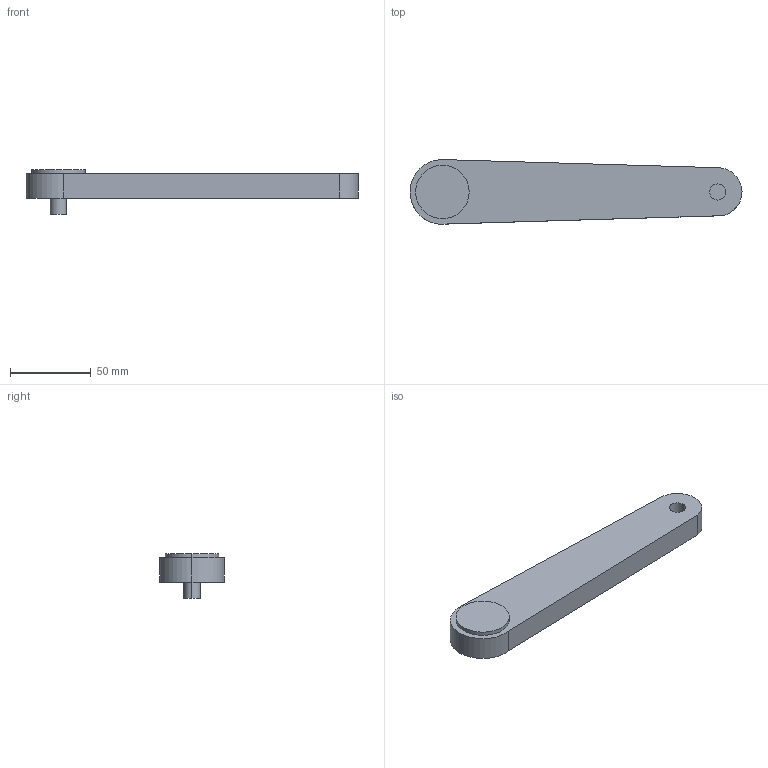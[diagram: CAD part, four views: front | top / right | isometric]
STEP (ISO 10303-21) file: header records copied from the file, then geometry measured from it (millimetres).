
FILE_DESCRIPTION (( 'STEP AP203' ), '1' );
FILE_NAME ('Part2_Default_sldprt.STEP', '2023-12-13T05:15:18', ( 'DELL' ), ( '' ), 'SwSTEP 2.0', 'SolidWorks 2023', '' );
FILE_SCHEMA (( 'CONFIG_CONTROL_DESIGN' ));
Length unit declared in the file: metre
Products named in the file (1): Part2_Default_sldprt
Bounding box: 205 x 39.99 x 27.5 mm (x, y, z)
Volume: 105599.1 mm3; surface area: 21433.6 mm2
Topology: 1 solids, 1 shells, 16 faces, 33 edges, 22 vertices
Faces by surface type: cylinder 9, plane 7
Entity records: 512 total; most frequent: DIRECTION 85, CARTESIAN_POINT 72, ORIENTED_EDGE 66, AXIS2_PLACEMENT_3D 35, EDGE_CURVE 33, VERTEX_POINT 22, EDGE_LOOP 19, CIRCLE 18
